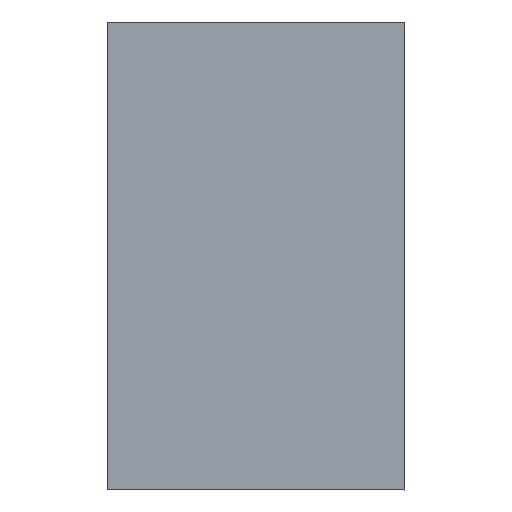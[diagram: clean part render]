
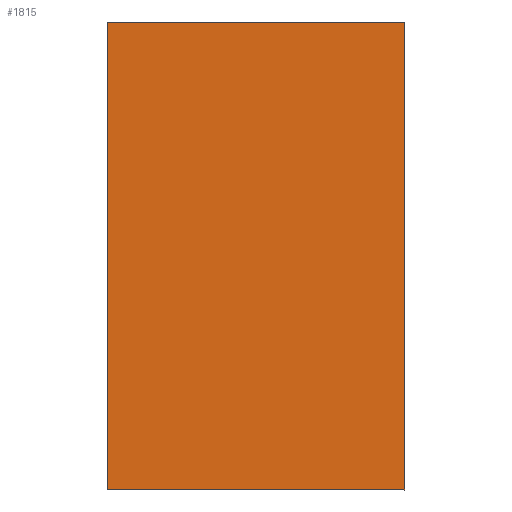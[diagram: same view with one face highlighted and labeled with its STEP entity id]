
A CAD part, front view. The second image highlights one B-rep face of the part: STEP entity #1815.
In plain terms, the highlighted planar face has unit normal (0, -1, 0).
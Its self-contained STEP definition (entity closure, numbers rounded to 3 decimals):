
#1154=CARTESIAN_POINT('Line Origine',(-70.,75.5,40.)) ;
#1158=CARTESIAN_POINT('Vertex',(-70.,75.5,150.)) ;
#1160=CARTESIAN_POINT('Vertex',(-70.,75.5,-70.)) ;
#1185=CARTESIAN_POINT('Line Origine',(0.,75.5,150.)) ;
#1189=CARTESIAN_POINT('Vertex',(70.,75.5,150.)) ;
#1209=CARTESIAN_POINT('Line Origine',(70.,75.5,40.)) ;
#1213=CARTESIAN_POINT('Vertex',(70.,75.5,-70.)) ;
#1233=CARTESIAN_POINT('Line Origine',(0.,75.5,-70.)) ;
#1804=CARTESIAN_POINT('Axis2P3D Location',(0.,75.5,40.)) ;
#1155=DIRECTION('Vector Direction',(0.,0.,1.)) ;
#1186=DIRECTION('Vector Direction',(1.,0.,0.)) ;
#1210=DIRECTION('Vector Direction',(0.,0.,-1.)) ;
#1234=DIRECTION('Vector Direction',(1.,0.,0.)) ;
#1805=DIRECTION('Axis2P3D Direction',(0.,1.,0.)) ;
#1806=DIRECTION('Axis2P3D XDirection',(-1.,0.,0.)) ;
#1807=AXIS2_PLACEMENT_3D('Plane Axis2P3D',#1804,#1805,#1806) ;
#1810=ORIENTED_EDGE('',*,*,#1237,.T.) ;
#1811=ORIENTED_EDGE('',*,*,#1215,.T.) ;
#1812=ORIENTED_EDGE('',*,*,#1191,.F.) ;
#1813=ORIENTED_EDGE('',*,*,#1162,.T.) ;
#1156=VECTOR('Line Direction',#1155,1.) ;
#1187=VECTOR('Line Direction',#1186,1.) ;
#1211=VECTOR('Line Direction',#1210,1.) ;
#1235=VECTOR('Line Direction',#1234,1.) ;
#1815=ADVANCED_FACE('PartBody',(#1814),#1808,.F.) ;
#1162=EDGE_CURVE('',#1159,#1161,#1157,.F.) ;
#1191=EDGE_CURVE('',#1159,#1190,#1188,.T.) ;
#1215=EDGE_CURVE('',#1214,#1190,#1212,.F.) ;
#1237=EDGE_CURVE('',#1161,#1214,#1236,.T.) ;
#1809=EDGE_LOOP('',(#1810,#1811,#1812,#1813)) ;
#1814=FACE_OUTER_BOUND('',#1809,.T.) ;
#1157=LINE('Line',#1154,#1156) ;
#1188=LINE('Line',#1185,#1187) ;
#1212=LINE('Line',#1209,#1211) ;
#1236=LINE('Line',#1233,#1235) ;
#1808=PLANE('',#1807) ;
#1159=VERTEX_POINT('',#1158) ;
#1161=VERTEX_POINT('',#1160) ;
#1190=VERTEX_POINT('',#1189) ;
#1214=VERTEX_POINT('',#1213) ;
